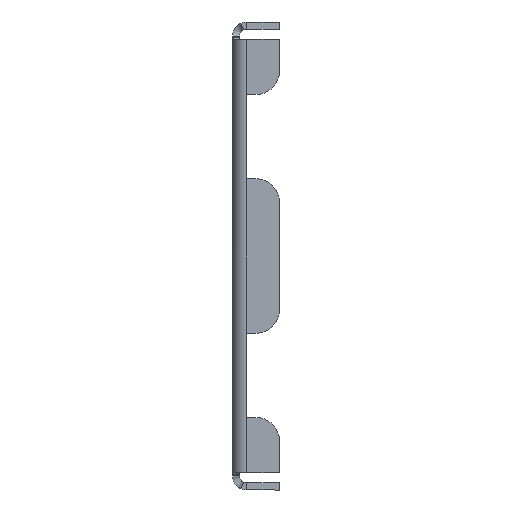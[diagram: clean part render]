
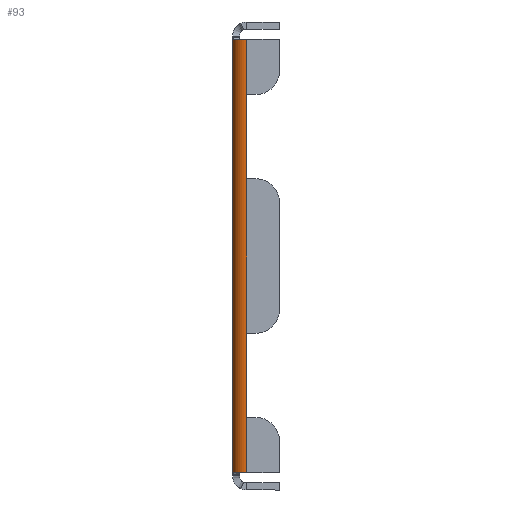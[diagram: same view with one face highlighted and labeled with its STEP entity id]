
A CAD part, left-side view. The second image highlights one B-rep face of the part: STEP entity #93.
In plain terms, the highlighted cylindrical face has radius 3 mm (diameter 6 mm), a partial arc.
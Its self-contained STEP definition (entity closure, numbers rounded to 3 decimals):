
#93 = ADVANCED_FACE ( 'NONE', ( #3762 ), #1728, .T. ) ;
#264 = EDGE_CURVE ( 'NONE', #2005, #2040, #1151, .T. ) ;
#282 = ORIENTED_EDGE ( 'NONE', *, *, #2805, .F. ) ;
#383 = DIRECTION ( 'NONE',  ( -1., 0., 0. ) ) ;
#431 = VERTEX_POINT ( 'NONE', #1368 ) ;
#463 = VERTEX_POINT ( 'NONE', #1191 ) ;
#484 = VERTEX_POINT ( 'NONE', #541 ) ;
#497 = ORIENTED_EDGE ( 'NONE', *, *, #3540, .F. ) ;
#537 = CARTESIAN_POINT ( 'NONE',  ( -273.5, -3., 0. ) ) ;
#541 = CARTESIAN_POINT ( 'NONE',  ( -273.5, -3., 46.346 ) ) ;
#543 = B_SPLINE_CURVE_WITH_KNOTS ( 'NONE', 3,
 ( #3376, #3444, #2472, #748 ),
 .UNSPECIFIED., .F., .F.,
 ( 4, 4 ),
 ( 0., 1. ),
 .UNSPECIFIED. ) ;
#559 = CARTESIAN_POINT ( 'NONE',  ( -270.8, -0.008, -46.499 ) ) ;
#570 = ORIENTED_EDGE ( 'NONE', *, *, #3693, .F. ) ;
#583 = LINE ( 'NONE', #2637, #3713 ) ;
#585 = VECTOR ( 'NONE', #2958, 1000. ) ;
#669 = CARTESIAN_POINT ( 'NONE',  ( -273.5, -3., -16.5 ) ) ;
#688 = ORIENTED_EDGE ( 'NONE', *, *, #1160, .F. ) ;
#748 = CARTESIAN_POINT ( 'NONE',  ( -271.713, -0.256, 46.346 ) ) ;
#756 = CARTESIAN_POINT ( 'NONE',  ( -270.5, -3., 93.282 ) ) ;
#781 = DIRECTION ( 'NONE',  ( -1., 0., 0. ) ) ;
#809 = ORIENTED_EDGE ( 'NONE', *, *, #1865, .F. ) ;
#879 = DIRECTION ( 'NONE',  ( 0., 0., -1. ) ) ;
#902 = ORIENTED_EDGE ( 'NONE', *, *, #1040, .F. ) ;
#1040 = EDGE_CURVE ( 'NONE', #2519, #431, #583, .T. ) ;
#1060 = B_SPLINE_CURVE_WITH_KNOTS ( 'NONE', 3,
 ( #2358, #2990, #3556, #559, #2634, #2335 ),
 .UNSPECIFIED., .F., .F.,
 ( 4, 2, 4 ),
 ( 0., 0.5, 1. ),
 .UNSPECIFIED. ) ;
#1151 = CIRCLE ( 'NONE', #2600, 3. ) ;
#1160 = EDGE_CURVE ( 'NONE', #463, #1692, #543, .T. ) ;
#1191 = CARTESIAN_POINT ( 'NONE',  ( -270.5, 0., 46.608 ) ) ;
#1213 = CARTESIAN_POINT ( 'NONE',  ( -273.5, -3., 0. ) ) ;
#1221 = DIRECTION ( 'NONE',  ( 0., 0., -1. ) ) ;
#1301 = LINE ( 'NONE', #3073, #1333 ) ;
#1333 = VECTOR ( 'NONE', #3423, 1000. ) ;
#1339 = VECTOR ( 'NONE', #3605, 1000. ) ;
#1368 = CARTESIAN_POINT ( 'NONE',  ( -273.5, -3., -34.5 ) ) ;
#1431 = CARTESIAN_POINT ( 'NONE',  ( -271.713, -0.256, -46.346 ) ) ;
#1491 = CARTESIAN_POINT ( 'NONE',  ( -273.5, -3., 0. ) ) ;
#1609 = CIRCLE ( 'NONE', #3790, 3. ) ;
#1692 = VERTEX_POINT ( 'NONE', #1992 ) ;
#1728 = CYLINDRICAL_SURFACE ( 'NONE', #3538, 3. ) ;
#1767 = ORIENTED_EDGE ( 'NONE', *, *, #264, .F. ) ;
#1788 = DIRECTION ( 'NONE',  ( 0., 0., -1. ) ) ;
#1812 = VERTEX_POINT ( 'NONE', #2993 ) ;
#1865 = EDGE_CURVE ( 'NONE', #3828, #2519, #1301, .T. ) ;
#1913 = DIRECTION ( 'NONE',  ( -1., 0., 0. ) ) ;
#1962 = EDGE_LOOP ( 'NONE', ( #3518, #2710, #1767, #282, #902, #809, #570, #2456, #497, #688 ) ) ;
#1992 = CARTESIAN_POINT ( 'NONE',  ( -271.713, -0.256, 46.346 ) ) ;
#2001 = LINE ( 'NONE', #537, #585 ) ;
#2005 = VERTEX_POINT ( 'NONE', #3728 ) ;
#2040 = VERTEX_POINT ( 'NONE', #1431 ) ;
#2056 = EDGE_CURVE ( 'NONE', #2040, #2238, #1060, .T. ) ;
#2074 = EDGE_CURVE ( 'NONE', #484, #1812, #3533, .T. ) ;
#2109 = EDGE_CURVE ( 'NONE', #463, #2238, #2255, .T. ) ;
#2238 = VERTEX_POINT ( 'NONE', #2812 ) ;
#2255 = LINE ( 'NONE', #2545, #3527 ) ;
#2272 = DIRECTION ( 'NONE',  ( 0., 0., -1. ) ) ;
#2335 = CARTESIAN_POINT ( 'NONE',  ( -270.5, 0., -46.608 ) ) ;
#2358 = CARTESIAN_POINT ( 'NONE',  ( -271.713, -0.256, -46.346 ) ) ;
#2456 = ORIENTED_EDGE ( 'NONE', *, *, #2074, .F. ) ;
#2471 = CARTESIAN_POINT ( 'NONE',  ( -273.5, -3., 16.5 ) ) ;
#2472 = CARTESIAN_POINT ( 'NONE',  ( -271.403, -0.119, 46.351 ) ) ;
#2519 = VERTEX_POINT ( 'NONE', #669 ) ;
#2545 = CARTESIAN_POINT ( 'NONE',  ( -270.5, 0., 0. ) ) ;
#2600 = AXIS2_PLACEMENT_3D ( 'NONE', #2969, #879, #383 ) ;
#2634 = CARTESIAN_POINT ( 'NONE',  ( -270.63, 0., -46.55 ) ) ;
#2637 = CARTESIAN_POINT ( 'NONE',  ( -273.5, -3., 0. ) ) ;
#2710 = ORIENTED_EDGE ( 'NONE', *, *, #2056, .F. ) ;
#2805 = EDGE_CURVE ( 'NONE', #431, #2005, #3295, .T. ) ;
#2812 = CARTESIAN_POINT ( 'NONE',  ( -270.5, 0., -46.608 ) ) ;
#2958 = DIRECTION ( 'NONE',  ( 0., 0., -1. ) ) ;
#2969 = CARTESIAN_POINT ( 'NONE',  ( -270.5, -3., -46.346 ) ) ;
#2990 = CARTESIAN_POINT ( 'NONE',  ( -271.451, -0.14, -46.376 ) ) ;
#2993 = CARTESIAN_POINT ( 'NONE',  ( -273.5, -3., 34.5 ) ) ;
#3054 = CARTESIAN_POINT ( 'NONE',  ( -270.5, -3., 46.346 ) ) ;
#3073 = CARTESIAN_POINT ( 'NONE',  ( -273.5, -3., 0. ) ) ;
#3295 = LINE ( 'NONE', #1213, #1339 ) ;
#3376 = CARTESIAN_POINT ( 'NONE',  ( -270.5, 0., 46.608 ) ) ;
#3423 = DIRECTION ( 'NONE',  ( 0., 0., -1. ) ) ;
#3444 = CARTESIAN_POINT ( 'NONE',  ( -270.992, 0., 46.438 ) ) ;
#3474 = DIRECTION ( 'NONE',  ( 0., 0., -1. ) ) ;
#3518 = ORIENTED_EDGE ( 'NONE', *, *, #2109, .T. ) ;
#3527 = VECTOR ( 'NONE', #2272, 1000. ) ;
#3533 = LINE ( 'NONE', #1491, #3592 ) ;
#3538 = AXIS2_PLACEMENT_3D ( 'NONE', #756, #3474, #781 ) ;
#3540 = EDGE_CURVE ( 'NONE', #1692, #484, #1609, .T. ) ;
#3556 = CARTESIAN_POINT ( 'NONE',  ( -271.21, -0.078, -46.412 ) ) ;
#3592 = VECTOR ( 'NONE', #1221, 1000. ) ;
#3605 = DIRECTION ( 'NONE',  ( 0., 0., -1. ) ) ;
#3628 = DIRECTION ( 'NONE',  ( 0., 0., 1. ) ) ;
#3693 = EDGE_CURVE ( 'NONE', #1812, #3828, #2001, .T. ) ;
#3713 = VECTOR ( 'NONE', #1788, 1000. ) ;
#3728 = CARTESIAN_POINT ( 'NONE',  ( -273.5, -3., -46.346 ) ) ;
#3762 = FACE_OUTER_BOUND ( 'NONE', #1962, .T. ) ;
#3790 = AXIS2_PLACEMENT_3D ( 'NONE', #3054, #3628, #1913 ) ;
#3828 = VERTEX_POINT ( 'NONE', #2471 ) ;
